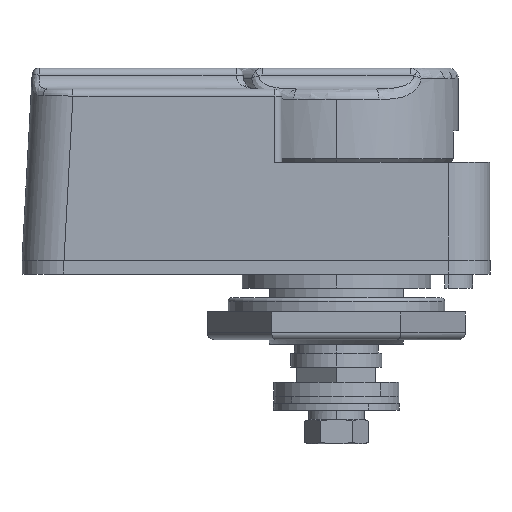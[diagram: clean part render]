
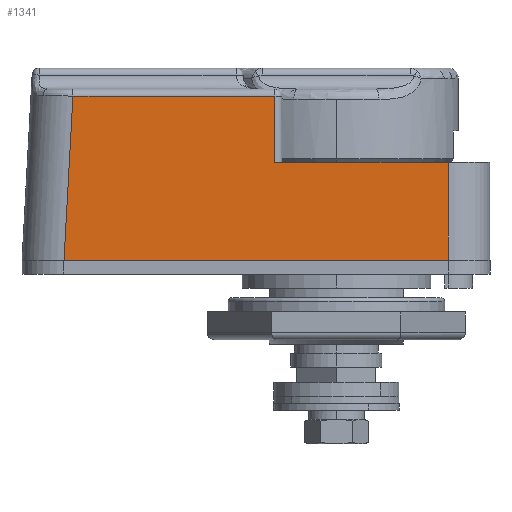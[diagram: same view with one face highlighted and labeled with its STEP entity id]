
A CAD part, left-side view. The second image highlights one B-rep face of the part: STEP entity #1341.
In plain terms, the highlighted planar face has unit normal (-1, 0, 0).
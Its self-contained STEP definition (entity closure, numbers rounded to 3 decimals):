
#330 = VECTOR ( 'NONE', #4784, 1000. ) ;
#612 = EDGE_LOOP ( 'NONE', ( #10273, #10275, #10274, #10276, #10277, #10279 ) ) ;
#1102 = LINE ( 'NONE', #7565, #4366 ) ;
#1103 = LINE ( 'NONE', #7567, #4367 ) ;
#1104 = LINE ( 'NONE', #7569, #4368 ) ;
#1105 = LINE ( 'NONE', #7571, #4369 ) ;
#1106 = LINE ( 'NONE', #7573, #4370 ) ;
#1341 = ADVANCED_FACE ( 'NONE', ( #3642 ), #7041, .F. ) ;
#2123 = LINE ( 'NONE', #4782, #330 ) ;
#3295 = VERTEX_POINT ( 'NONE', #4718 ) ;
#3296 = VERTEX_POINT ( 'NONE', #4720 ) ;
#3326 = VERTEX_POINT ( 'NONE', #4770 ) ;
#3327 = VERTEX_POINT ( 'NONE', #4771 ) ;
#3328 = VERTEX_POINT ( 'NONE', #4773 ) ;
#3329 = VERTEX_POINT ( 'NONE', #4775 ) ;
#3642 = FACE_OUTER_BOUND ( 'NONE', #612, .T. ) ;
#4366 = VECTOR ( 'NONE', #7566, 1000. ) ;
#4367 = VECTOR ( 'NONE', #7568, 1000. ) ;
#4368 = VECTOR ( 'NONE', #7570, 1000. ) ;
#4369 = VECTOR ( 'NONE', #7572, 1000. ) ;
#4370 = VECTOR ( 'NONE', #7574, 1000. ) ;
#4687 = EDGE_CURVE ( 'NONE', #3295, #3296, #2123, .T. ) ;
#4718 = CARTESIAN_POINT ( 'NONE',  ( -17.5, -16., 0. ) ) ;
#4720 = CARTESIAN_POINT ( 'NONE',  ( -17.5, 38.991, 0. ) ) ;
#4770 = CARTESIAN_POINT ( 'NONE',  ( -17.5, 8.8, 14. ) ) ;
#4771 = CARTESIAN_POINT ( 'NONE',  ( -17.5, 8.8, 23.5 ) ) ;
#4773 = CARTESIAN_POINT ( 'NONE',  ( -17.5, 37.709, 23.5 ) ) ;
#4775 = CARTESIAN_POINT ( 'NONE',  ( -17.5, -16., 14. ) ) ;
#4782 = CARTESIAN_POINT ( 'NONE',  ( -17.5, -22., 0. ) ) ;
#4784 = DIRECTION ( 'NONE',  ( 0., 1., 0. ) ) ;
#7041 = PLANE ( 'NONE',  #9571 ) ;
#7042 = CARTESIAN_POINT ( 'NONE',  ( -17.5, -22., 0. ) ) ;
#7043 = DIRECTION ( 'NONE',  ( 1., 0., 0. ) ) ;
#7044 = DIRECTION ( 'NONE',  ( 0., 0., -1. ) ) ;
#7565 = CARTESIAN_POINT ( 'NONE',  ( -17.5, 37.655, 23.5 ) ) ;
#7566 = DIRECTION ( 'NONE',  ( 0., 1., 0. ) ) ;
#7567 = CARTESIAN_POINT ( 'NONE',  ( -17.5, 8.8, 0. ) ) ;
#7568 = DIRECTION ( 'NONE',  ( 0., 0., 1. ) ) ;
#7569 = CARTESIAN_POINT ( 'NONE',  ( -17.5, 38.81, 3.317 ) ) ;
#7570 = DIRECTION ( 'NONE',  ( 0., 0.054, -0.999 ) ) ;
#7571 = CARTESIAN_POINT ( 'NONE',  ( -17.5, -16., 0. ) ) ;
#7572 = DIRECTION ( 'NONE',  ( 0., 0., 1. ) ) ;
#7573 = CARTESIAN_POINT ( 'NONE',  ( -17.5, -22., 14. ) ) ;
#7574 = DIRECTION ( 'NONE',  ( 0., -1., 0. ) ) ;
#9571 = AXIS2_PLACEMENT_3D ( 'NONE', #7042, #7043, #7044 ) ;
#10039 = EDGE_CURVE ( 'NONE', #3327, #3328, #1102, .T. ) ;
#10040 = EDGE_CURVE ( 'NONE', #3326, #3327, #1103, .T. ) ;
#10041 = EDGE_CURVE ( 'NONE', #3328, #3296, #1104, .T. ) ;
#10042 = EDGE_CURVE ( 'NONE', #3295, #3329, #1105, .T. ) ;
#10043 = EDGE_CURVE ( 'NONE', #3326, #3329, #1106, .T. ) ;
#10273 = ORIENTED_EDGE ( 'NONE', *, *, #10040, .T. ) ;
#10274 = ORIENTED_EDGE ( 'NONE', *, *, #10041, .T. ) ;
#10275 = ORIENTED_EDGE ( 'NONE', *, *, #10039, .T. ) ;
#10276 = ORIENTED_EDGE ( 'NONE', *, *, #4687, .F. ) ;
#10277 = ORIENTED_EDGE ( 'NONE', *, *, #10042, .T. ) ;
#10279 = ORIENTED_EDGE ( 'NONE', *, *, #10043, .F. ) ;
